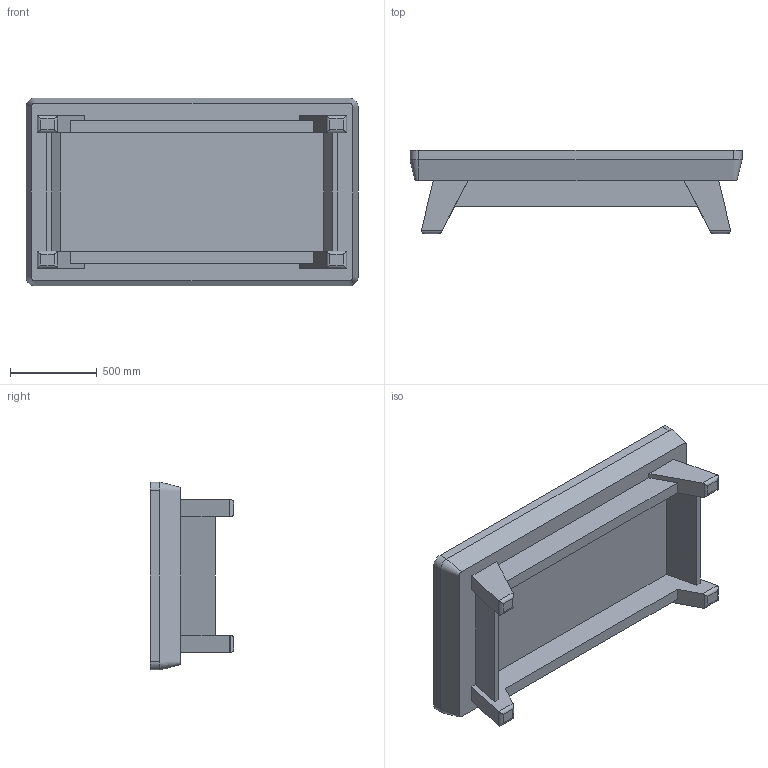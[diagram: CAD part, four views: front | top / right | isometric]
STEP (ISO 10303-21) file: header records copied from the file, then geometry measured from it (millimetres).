
FILE_DESCRIPTION (( 'STEP AP203' ), '1' );
FILE_NAME ('WoodFrame.STEP', '2019-01-26T13:14:57', ( '' ), ( '' ), 'SwSTEP 2.0', 'SolidWorks 2017', '' );
FILE_SCHEMA (( 'CONFIG_CONTROL_DESIGN' ));
Length unit declared in the file: millimetre
Products named in the file (1): WoodFrame
Bounding box: 1910 x 480.42 x 1080 mm (x, y, z)
Volume: 309947802.3 mm3; surface area: 7335906.1 mm2
Topology: 1 solids, 1 shells, 96 faces, 276 edges, 184 vertices
Faces by surface type: plane 60, cylinder 34, bspline 2
Entity records: 4031 total; most frequent: CARTESIAN_POINT 1469, ORIENTED_EDGE 552, DIRECTION 488, EDGE_CURVE 276, VECTOR 194, LINE 194, VERTEX_POINT 184, AXIS2_PLACEMENT_3D 147
